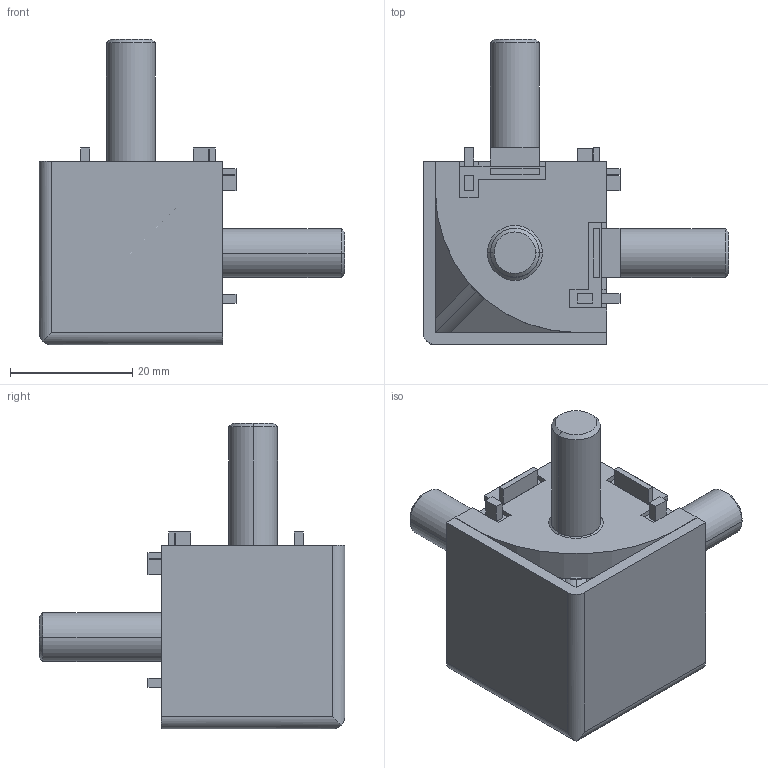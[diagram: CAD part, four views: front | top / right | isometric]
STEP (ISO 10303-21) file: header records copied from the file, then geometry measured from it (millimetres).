
FILE_DESCRIPTION((''),'2;1');
FILE_NAME('11111_KOTNIK_AL_VOGAL_30X30-KPL_ASM','2022-09-16T13:42:37',('PredragRovcanin'),('Audax d.o.o.'),'CREO PARAMETRIC BY PTC INC, 2020281','CREO PARAMETRIC BY PTC INC, 2020281','');
FILE_SCHEMA(('AUTOMOTIVE_DESIGN { 1 0 10303 214 1 1 1 1 }'));
Length unit declared in the file: millimetre
Products named in the file (4): 11111_KOTNIK_AL_VOGAL_30X30_U8; L-DIN7991-M8X25; 11112_POKROV_VOG_30X30_PA_CRN; 11111_KOTNIK_AL_VOGAL_30X30-KPL_ASM
Assembly tree (5 placements, depth 2):
  11111_KOTNIK_AL_VOGAL_30X30-KPL_ASM
    11111_KOTNIK_AL_VOGAL_30X30_U8
    L-DIN7991-M8X25  x3
    11112_POKROV_VOG_30X30_PA_CRN
Bounding box: 50 x 50 x 50 mm (x, y, z)
Volume: 17513.7 mm3; surface area: 16089.4 mm2
Topology: 5 solids, 8 shells, 200 faces, 512 edges, 355 vertices
Faces by surface type: plane 154, cylinder 28, cone 18
Entity records: 7840 total; most frequent: CARTESIAN_POINT 1060, DIRECTION 904, ORIENTED_EDGE 830, PRESENTATION_STYLE_ASSIGNMENT 478, STYLED_ITEM 478, CURVE_STYLE 474, EDGE_CURVE 417, VECTOR 364
